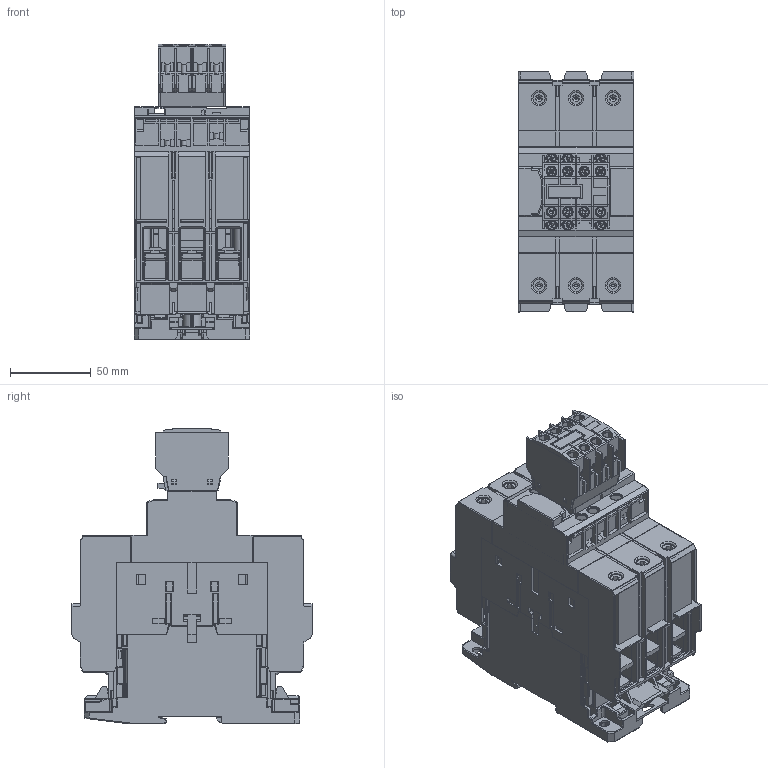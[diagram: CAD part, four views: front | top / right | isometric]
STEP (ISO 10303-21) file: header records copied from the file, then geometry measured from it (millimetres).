
FILE_DESCRIPTION (( 'STEP AP214' ), '1' );
FILE_NAME ('CWBS95-33-30D15.STEP', '2025-05-12T15:19:50', ( '' ), ( '' ), 'SwSTEP 2.0', 'SolidWorks 2024', '' );
FILE_SCHEMA (( 'AUTOMOTIVE_DESIGN' ));
Length unit declared in the file: inch
Products named in the file (1): CWBS95-33-30D15
Bounding box: 71.8 x 148.6 x 183.25 mm (x, y, z)
Volume: 893926.9 mm3; surface area: 329950.4 mm2
Topology: 42 solids, 58 shells, 7161 faces, 19592 edges, 12503 vertices
Faces by surface type: plane 4791, cylinder 1513, torus 277, cone 255, bspline 228, sphere 97
Entity records: 232127 total; most frequent: CARTESIAN_POINT 52231, ORIENTED_EDGE 39004, DIRECTION 35243, EDGE_CURVE 19502, VECTOR 14447, LINE 14447, VERTEX_POINT 12498, AXIS2_PLACEMENT_3D 10398
